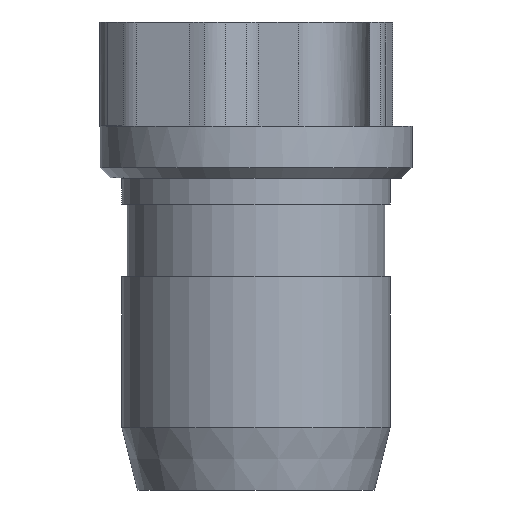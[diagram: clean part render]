
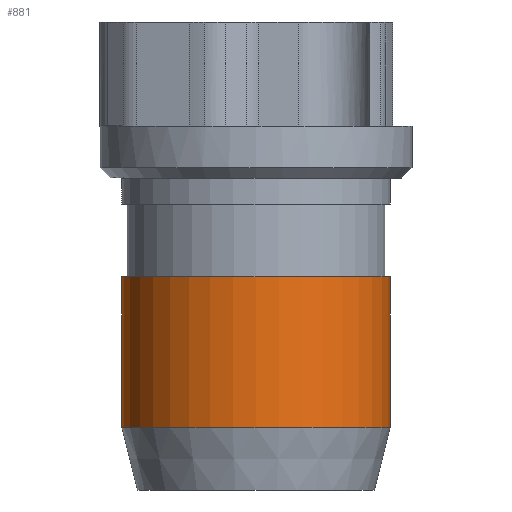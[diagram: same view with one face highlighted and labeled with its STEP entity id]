
A CAD part, front view. The second image highlights one B-rep face of the part: STEP entity #881.
In plain terms, the highlighted cylindrical face has radius 1.29 mm (diameter 2.58 mm), a full revolution.
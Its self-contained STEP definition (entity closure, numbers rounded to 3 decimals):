
#43=CYLINDRICAL_SURFACE('',#1012,1.29);
#98=LINE('',#1577,#155);
#155=VECTOR('',#1303,1.29);
#204=FACE_OUTER_BOUND('',#259,.T.);
#259=EDGE_LOOP('',(#769,#770,#771,#772));
#333=CIRCLE('',#1011,1.29);
#334=CIRCLE('',#1013,1.29);
#416=VERTEX_POINT('',#1572);
#417=VERTEX_POINT('',#1575);
#539=EDGE_CURVE('',#416,#416,#333,.T.);
#540=EDGE_CURVE('',#417,#417,#334,.T.);
#541=EDGE_CURVE('',#417,#416,#98,.T.);
#769=ORIENTED_EDGE('',*,*,#540,.F.);
#770=ORIENTED_EDGE('',*,*,#541,.T.);
#771=ORIENTED_EDGE('',*,*,#539,.T.);
#772=ORIENTED_EDGE('',*,*,#541,.F.);
#881=ADVANCED_FACE('',(#204),#43,.T.);
#1011=AXIS2_PLACEMENT_3D('',#1573,#1297,#1298);
#1012=AXIS2_PLACEMENT_3D('',#1574,#1299,#1300);
#1013=AXIS2_PLACEMENT_3D('',#1576,#1301,#1302);
#1297=DIRECTION('center_axis',(0.,0.,-1.));
#1298=DIRECTION('ref_axis',(-1.,0.,0.));
#1299=DIRECTION('center_axis',(0.,0.,-1.));
#1300=DIRECTION('ref_axis',(-1.,0.,0.));
#1301=DIRECTION('center_axis',(0.,0.,-1.));
#1302=DIRECTION('ref_axis',(-1.,0.,0.));
#1303=DIRECTION('',(0.,0.,1.));
#1572=CARTESIAN_POINT('',(1.29,0.,-0.95));
#1573=CARTESIAN_POINT('Origin',(0.,0.,-0.95));
#1574=CARTESIAN_POINT('Origin',(0.,0.,-1.675));
#1575=CARTESIAN_POINT('',(1.29,0.,-2.4));
#1576=CARTESIAN_POINT('Origin',(0.,0.,-2.4));
#1577=CARTESIAN_POINT('',(1.29,0.,-1.675));
